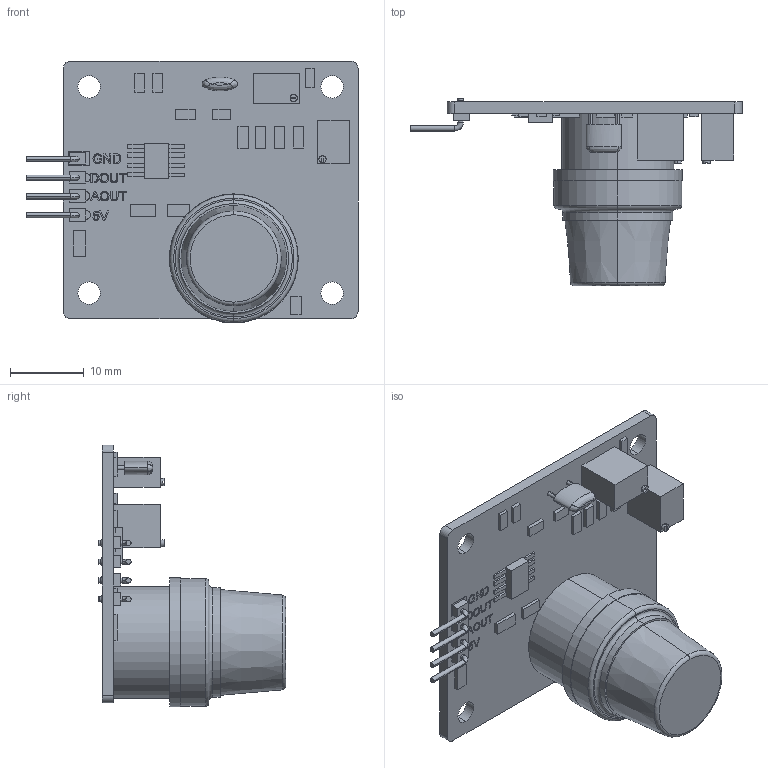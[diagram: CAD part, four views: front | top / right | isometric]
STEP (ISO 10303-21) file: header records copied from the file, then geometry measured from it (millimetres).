
FILE_DESCRIPTION (( 'STEP AP214' ), '1' );
FILE_NAME ('SRAQ-G116_3D.STEP', '2022-04-20T18:08:47', ( '' ), ( '' ), 'SwSTEP 2.0', 'SolidWorks 2021', '' );
FILE_SCHEMA (( 'AUTOMOTIVE_DESIGN' ));
Length unit declared in the file: inch
Products named in the file (1): SRAQ-G116_3D
Bounding box: 45.06 x 25.43 x 35.55 mm (x, y, z)
Volume: 6716.9 mm3; surface area: 4780.7 mm2
Topology: 7 solids, 8 shells, 490 faces, 1209 edges, 794 vertices
Faces by surface type: plane 306, cylinder 80, bspline 80, torus 22, cone 2
Entity records: 26478 total; most frequent: CARTESIAN_POINT 9170, ORIENTED_EDGE 2414, DIRECTION 2095, EDGE_CURVE 1207, VECTOR 825, LINE 825, VERTEX_POINT 794, AXIS2_PLACEMENT_3D 635
